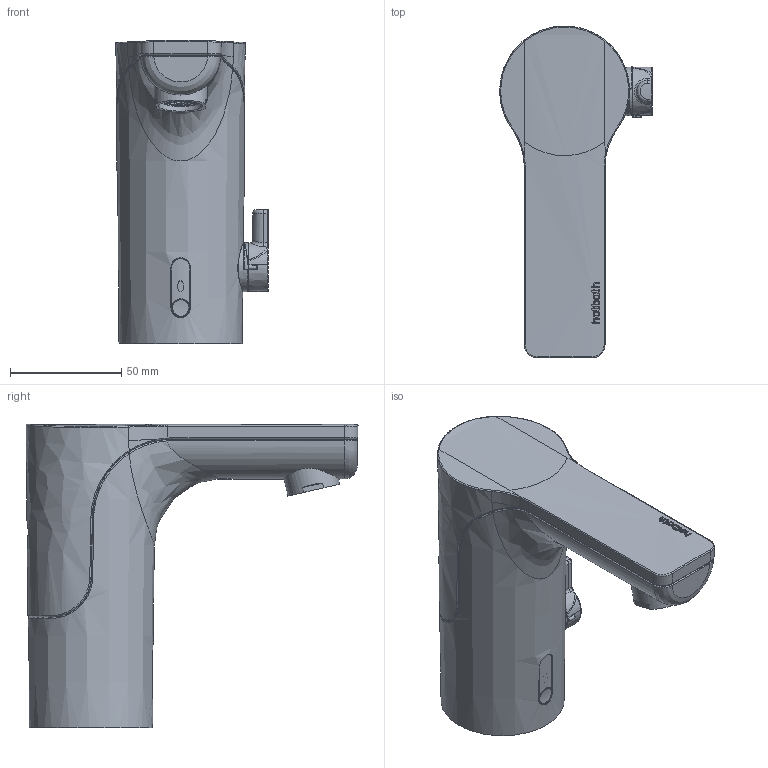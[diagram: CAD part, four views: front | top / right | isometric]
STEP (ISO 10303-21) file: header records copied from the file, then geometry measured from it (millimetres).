
FILE_DESCRIPTION(/* description */ ('Unknown'),/* implementation_level */ '2;1');
FILE_NAME(/* name */ 'TR003 Semplif',/* time_stamp */ '2020-11-06T16:10:03+01:00',/* author */ ('Unknown'),/* organization */ ('Unknown'),/* preprocessor_version */ 'ST-DEVELOPER v16.7',/* originating_system */ 'DEX',/* authorisation */ $);
FILE_SCHEMA (('AUTOMOTIVE_DESIGN {1 0 10303 214 3 1 1}'));
Products named in the file (1): TR003 Semplif
Bounding box: 68.7 x 149.44 x 136.69 mm (x, y, z)
Volume: 138462.4 mm3; surface area: 91760.6 mm2
Topology: 10 solids, 10 shells, 2003 faces, 4979 edges, 2864 vertices
Faces by surface type: bspline 634, cylinder 485, plane 462, torus 178, cone 142, sphere 102
Full cylindrical faces by diameter (mm): 2.2 x2, 2.5 x1, 3 x2, 3.5 x1, 4 x19, 4.5 x1, 4.6 x1, 5.1 x1, 5.15 x1, 7 x1, 8 x1, 9 x1, 11 x1, 12 x1, 17 x1, 17.9 x1, 18.6 x1, 19 x1, 19.4 x1, 20.07 x1, 20.8 x1, 21.1 x1, 22 x1, 22.5 x1, 23.05 x1, 23.85 x1, 23.9 x1, 24.6 x1
Entity records: 90695 total; most frequent: CARTESIAN_POINT 46622, ORIENTED_EDGE 9298, DIRECTION 7786, EDGE_CURVE 4649, AXIS2_PLACEMENT_3D 3249, VERTEX_POINT 2814, EDGE_LOOP 2259, FACE_BOUND 2259
